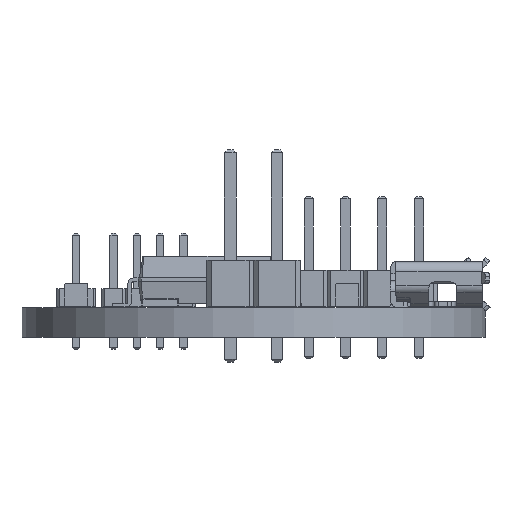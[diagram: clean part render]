
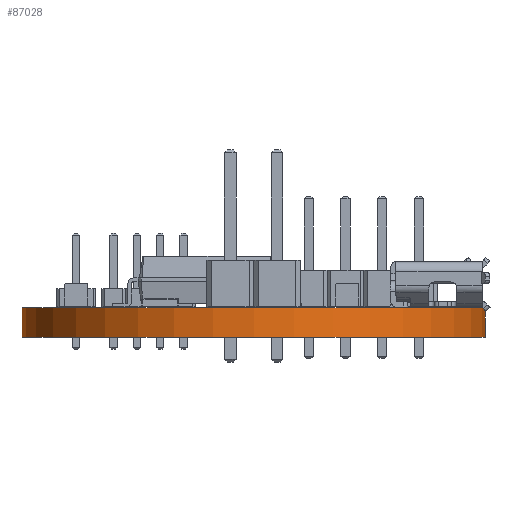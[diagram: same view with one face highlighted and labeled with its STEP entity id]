
A CAD part, front view. The second image highlights one B-rep face of the part: STEP entity #87028.
In plain terms, the highlighted cylindrical face has radius 12.6 mm (diameter 25.2 mm), a full revolution.
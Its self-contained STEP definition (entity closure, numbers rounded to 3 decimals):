
#87028 = ADVANCED_FACE('',(#87029),#87043,.T.);
#87029 = FACE_BOUND('',#87030,.F.);
#87030 = EDGE_LOOP('',(#87031,#87061,#87088,#87089));
#87031 = ORIENTED_EDGE('',*,*,#87032,.T.);
#87032 = EDGE_CURVE('',#87033,#87035,#87037,.T.);
#87033 = VERTEX_POINT('',#87034);
#87034 = CARTESIAN_POINT('',(181.51,-111.76,0.));
#87035 = VERTEX_POINT('',#87036);
#87036 = CARTESIAN_POINT('',(181.51,-111.76,1.6));
#87037 = SEAM_CURVE('',#87038,(#87042,#87054),.PCURVE_S1.);
#87038 = LINE('',#87039,#87040);
#87039 = CARTESIAN_POINT('',(181.51,-111.76,0.));
#87040 = VECTOR('',#87041,1.);
#87041 = DIRECTION('',(0.,0.,1.));
#87042 = PCURVE('',#87043,#87048);
#87043 = CYLINDRICAL_SURFACE('',#87044,12.6);
#87044 = AXIS2_PLACEMENT_3D('',#87045,#87046,#87047);
#87045 = CARTESIAN_POINT('',(168.91,-111.76,0.));
#87046 = DIRECTION('',(0.,0.,-1.));
#87047 = DIRECTION('',(1.,0.,0.));
#87048 = DEFINITIONAL_REPRESENTATION('',(#87049),#87053);
#87049 = LINE('',#87050,#87051);
#87050 = CARTESIAN_POINT('',(0.,0.));
#87051 = VECTOR('',#87052,1.);
#87052 = DIRECTION('',(0.,-1.));
#87053 = ( GEOMETRIC_REPRESENTATION_CONTEXT(2) 
PARAMETRIC_REPRESENTATION_CONTEXT() REPRESENTATION_CONTEXT('2D SPACE',''
  ) );
#87054 = PCURVE('',#87043,#87055);
#87055 = DEFINITIONAL_REPRESENTATION('',(#87056),#87060);
#87056 = LINE('',#87057,#87058);
#87057 = CARTESIAN_POINT('',(-6.283,0.));
#87058 = VECTOR('',#87059,1.);
#87059 = DIRECTION('',(0.,-1.));
#87060 = ( GEOMETRIC_REPRESENTATION_CONTEXT(2) 
PARAMETRIC_REPRESENTATION_CONTEXT() REPRESENTATION_CONTEXT('2D SPACE',''
  ) );
#87061 = ORIENTED_EDGE('',*,*,#87062,.T.);
#87062 = EDGE_CURVE('',#87035,#87035,#87063,.T.);
#87063 = SURFACE_CURVE('',#87064,(#87069,#87076),.PCURVE_S1.);
#87064 = CIRCLE('',#87065,12.6);
#87065 = AXIS2_PLACEMENT_3D('',#87066,#87067,#87068);
#87066 = CARTESIAN_POINT('',(168.91,-111.76,1.6));
#87067 = DIRECTION('',(0.,0.,1.));
#87068 = DIRECTION('',(1.,0.,0.));
#87069 = PCURVE('',#87043,#87070);
#87070 = DEFINITIONAL_REPRESENTATION('',(#87071),#87075);
#87071 = LINE('',#87072,#87073);
#87072 = CARTESIAN_POINT('',(0.,-1.6));
#87073 = VECTOR('',#87074,1.);
#87074 = DIRECTION('',(-1.,0.));
#87075 = ( GEOMETRIC_REPRESENTATION_CONTEXT(2) 
PARAMETRIC_REPRESENTATION_CONTEXT() REPRESENTATION_CONTEXT('2D SPACE',''
  ) );
#87076 = PCURVE('',#87077,#87082);
#87077 = PLANE('',#87078);
#87078 = AXIS2_PLACEMENT_3D('',#87079,#87080,#87081);
#87079 = CARTESIAN_POINT('',(168.91,-111.76,1.6));
#87080 = DIRECTION('',(0.,0.,1.));
#87081 = DIRECTION('',(1.,0.,0.));
#87082 = DEFINITIONAL_REPRESENTATION('',(#87083),#87087);
#87083 = CIRCLE('',#87084,12.6);
#87084 = AXIS2_PLACEMENT_2D('',#87085,#87086);
#87085 = CARTESIAN_POINT('',(0.,0.));
#87086 = DIRECTION('',(1.,0.));
#87087 = ( GEOMETRIC_REPRESENTATION_CONTEXT(2) 
PARAMETRIC_REPRESENTATION_CONTEXT() REPRESENTATION_CONTEXT('2D SPACE',''
  ) );
#87088 = ORIENTED_EDGE('',*,*,#87032,.F.);
#87089 = ORIENTED_EDGE('',*,*,#87090,.F.);
#87090 = EDGE_CURVE('',#87033,#87033,#87091,.T.);
#87091 = SURFACE_CURVE('',#87092,(#87097,#87104),.PCURVE_S1.);
#87092 = CIRCLE('',#87093,12.6);
#87093 = AXIS2_PLACEMENT_3D('',#87094,#87095,#87096);
#87094 = CARTESIAN_POINT('',(168.91,-111.76,0.));
#87095 = DIRECTION('',(0.,0.,1.));
#87096 = DIRECTION('',(1.,0.,0.));
#87097 = PCURVE('',#87043,#87098);
#87098 = DEFINITIONAL_REPRESENTATION('',(#87099),#87103);
#87099 = LINE('',#87100,#87101);
#87100 = CARTESIAN_POINT('',(0.,0.));
#87101 = VECTOR('',#87102,1.);
#87102 = DIRECTION('',(-1.,0.));
#87103 = ( GEOMETRIC_REPRESENTATION_CONTEXT(2) 
PARAMETRIC_REPRESENTATION_CONTEXT() REPRESENTATION_CONTEXT('2D SPACE',''
  ) );
#87104 = PCURVE('',#87105,#87110);
#87105 = PLANE('',#87106);
#87106 = AXIS2_PLACEMENT_3D('',#87107,#87108,#87109);
#87107 = CARTESIAN_POINT('',(168.91,-111.76,0.));
#87108 = DIRECTION('',(0.,0.,1.));
#87109 = DIRECTION('',(1.,0.,0.));
#87110 = DEFINITIONAL_REPRESENTATION('',(#87111),#87115);
#87111 = CIRCLE('',#87112,12.6);
#87112 = AXIS2_PLACEMENT_2D('',#87113,#87114);
#87113 = CARTESIAN_POINT('',(0.,0.));
#87114 = DIRECTION('',(1.,0.));
#87115 = ( GEOMETRIC_REPRESENTATION_CONTEXT(2) 
PARAMETRIC_REPRESENTATION_CONTEXT() REPRESENTATION_CONTEXT('2D SPACE',''
  ) );
